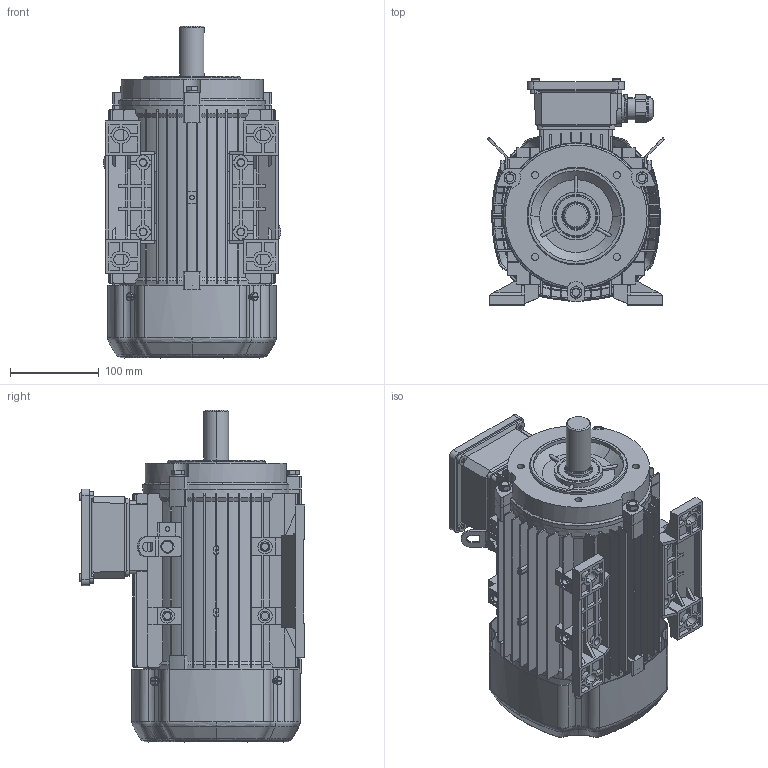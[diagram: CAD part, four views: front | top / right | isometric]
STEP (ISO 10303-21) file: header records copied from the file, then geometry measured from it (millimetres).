
FILE_DESCRIPTION (( 'STEP AP214' ), '1' );
FILE_NAME ('FCPA-IE3-100-L-2468-B34a-Ver.2.STEP', '2026-01-29T07:33:10', ( '' ), ( '' ), 'SwSTEP 2.0', 'SolidWorks 2023', '' );
FILE_SCHEMA (( 'AUTOMOTIVE_DESIGN' ));
Length unit declared in the file: millimetre
Products named in the file (51): JL3-100-B14A_step_1_15_1; JL3-100-B14A_step_1_9_1; JL3-100-B14A_step_1_24_1; JL3-100-B14A_step_1_3_1; JL3-100-B14A_step_1_30_1; JL3-100-B14A_step_1_35_1; JL3-100-B14A_step_1_16_1; JL3-100-B14A_step_1_6_1; JL3-100-B14A_step_1_8_1; JL3-100-B14A_step_1_41_1; JL3-100-B14A_step_1_14_1; JL3-100-B14A_step_1_25_1; JL3-100-B14A_step_1_47_1; JL3-100-B14A_step_1_34_1; JL3-100-B14A_step_1_46_1; JL3-100-B14A_step_1_28_1; JL3-100-B14A_step_1_11_1; FCPA-IE3-100-L-2468-B34a-Ver.2; JL3-100-B14A_step_1_39_1; JL3-100-B14A_step_1_12_1; JL3-100-B14A_step_1_40_1; JL3-100-B14A_step_1_17_1; JL3-100-B14A_step_1_38_1; JL3-100-B14A_step_1_13_1; JL3-100-B14A_step_1_37_1; JL3-100-B14A_step_1_27_1; JL3-100-B14A_step_1_10_1; JL3-100-B14A_step_1_18_1; JL3-100-B14A_step_1_5_1; JL3-100-B14A_step_1_4_1; JL3-100-B14A_step_1_31_1; JL3-100-B14A_step_1_43_1; JL3-100-B14A_step_1_42_1; JL3-100-B14A_step_1_29_1; JL3-100-B14A_step_1_33_1; JL3-100-B14A_step_1_44_1; JL3-100-B14A_step_1_36_1; JL3-100-B14A_step_1_26_1; JL3-100-B14A_step_1_2_1; JL3-100-B14A_step_1_32_1 ...
Assembly tree (51 placements, depth 2):
  FCPA-IE3-100-L-2468-B34a-Ver.2
    JL3-100-B14A_step_1_3_1
    JL3-100-B14A_step_1_1
    JL3-100-B14A_step_1_26_1
    JL3-100-B14A_step_1_34_1
    JL3-100-B14A_step_1_16_1
    JL3-100-B14A_step_1_35_1
    JL3-100-B14A_step_1_37_1
    JL3-100-B14A_step_1_19_1
    JL3-100-B14A_step_1_10_1
    JL3-100-B14A_step_1_40_1
    JL3-100-B14A_step_1_17_1
    JL3-100-B14A_step_1_44_1
    JL3-100-B14A_step_1_21_1
    JL3-100-B14A_step_1_20_1
    JL3-100-B14A_step_1_25_1
    JL3-100-B14A_step_1_5_1
    JL3-100-B14A_step_1_23_1
    JL3-100-B14A_step_1_41_1
    JL3-100-B14A_step_1_22_1
    JL3-100-B14A_step_1_39_1
    JL3-100-B14A_step_1_6_1
    JL3-100-B14A_step_1_38_1
    JL3-100-B14A_step_1_8_1
    JL3-100-B14A_step_1_36_1
    JL3-100-B14A_step_1_2_1
    JL3-100-B14A_step_1_28_1
    JL3-100-B14A_step_1_42_1
    JL3-100-B14A_step_1_18_1
    JL3-100-B14A_step_1_9_1
    JL3-100-B14A_step_1_43_1
    JL3-100-B14A_step_1_7_1
    JL3-100-B14A_step_1_29_1
    JL3-100-B14A_step_1_30_1
    JL3-100-B14A_step_1_11_1
    JL3-100-B14A_step_1_15_1
    JL3-100-B14A_step_1_4_1
    JL3-100-B14A_step_1_24_1
    JL3-100-B14A_step_1_27_1
    JL3-100-B14A_step_1_45_1
    JL3-100-B14A_step_1_14_1
    JL3-100-B14A_step_1_32_1
    JL3-100-B14A_step_1_31_1
    JL3-100-B14A_step_1_12_1
    JL3-100-B14A_step_1_46_1
    JL3-100-B14A_step_1_47_1
    JL3-100-B14A_step_1_33_1
    JL3-100-B14A_step_1_13_1
    50_625 PA7001_2
    10_2515 PAV_2
    JL3-100-B3_step_51_22  x2
Bounding box: 200.01 x 254.5 x 374 mm (x, y, z)
Volume: 1840284.6 mm3; surface area: 1062464 mm2
Topology: 51 solids, 51 shells, 4230 faces, 11589 edges, 7587 vertices
Faces by surface type: plane 1842, cylinder 1682, bspline 272, cone 251, torus 177, sphere 6
Entity records: 176842 total; most frequent: CARTESIAN_POINT 73343, ORIENTED_EDGE 21934, DIRECTION 20753, EDGE_CURVE 10967, AXIS2_PLACEMENT_3D 7519, VERTEX_POINT 7179, LINE 5715, VECTOR 5715
